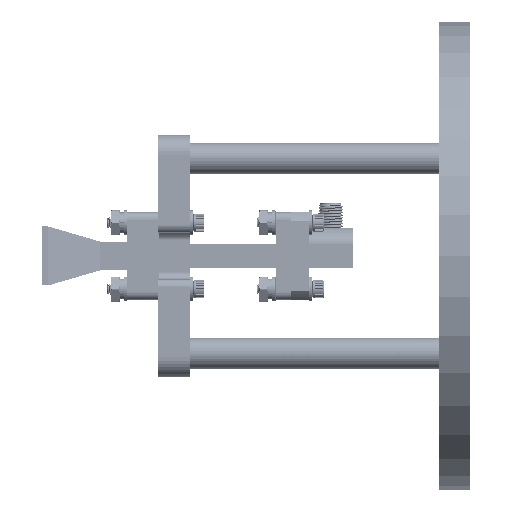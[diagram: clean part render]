
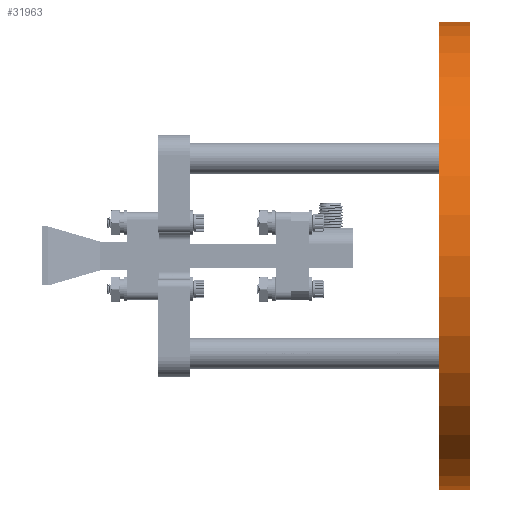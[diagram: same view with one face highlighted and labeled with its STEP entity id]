
A CAD part, left-side view. The second image highlights one B-rep face of the part: STEP entity #31963.
In plain terms, the highlighted cylindrical face has radius 60 mm (diameter 120 mm), a partial arc.
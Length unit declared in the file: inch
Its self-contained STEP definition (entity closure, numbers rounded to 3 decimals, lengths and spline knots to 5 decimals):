
#1760 = CARTESIAN_POINT ( 'NONE',  ( 0., 0.31496, 2.3622 ) ) ;
#1858 = CARTESIAN_POINT ( 'NONE',  ( 0., 0., 2.3622 ) ) ;
#2150 = VECTOR ( 'NONE', #16855, 39.37008 ) ;
#3060 = CARTESIAN_POINT ( 'NONE',  ( 0., 0.31496, 2.3622 ) ) ;
#9038 = VECTOR ( 'NONE', #59049, 39.37008 ) ;
#9048 = VERTEX_POINT ( 'NONE', #1760 ) ;
#10911 = AXIS2_PLACEMENT_3D ( 'NONE', #24303, #38000, #19609 ) ;
#11578 = DIRECTION ( 'NONE',  ( 0., 0., -1. ) ) ;
#12487 = DIRECTION ( 'NONE',  ( 0., -1., 0. ) ) ;
#16855 = DIRECTION ( 'NONE',  ( 0., -1., 0. ) ) ;
#17997 = ORIENTED_EDGE ( 'NONE', *, *, #52657, .T. ) ;
#19053 = EDGE_LOOP ( 'NONE', ( #48596, #39064, #17997, #60494 ) ) ;
#19609 = DIRECTION ( 'NONE',  ( 0., 0., 1. ) ) ;
#21308 = EDGE_CURVE ( 'NONE', #9048, #61344, #36351, .T. ) ;
#24303 = CARTESIAN_POINT ( 'NONE',  ( 0., 0., 0. ) ) ;
#25131 = CIRCLE ( 'NONE', #29084, 2.3622 ) ;
#27127 = LINE ( 'NONE', #35540, #2150 ) ;
#28405 = EDGE_CURVE ( 'NONE', #59231, #61344, #32773, .T. ) ;
#29084 = AXIS2_PLACEMENT_3D ( 'NONE', #49929, #40320, #59241 ) ;
#31800 = FACE_OUTER_BOUND ( 'NONE', #19053, .T. ) ;
#31963 = ADVANCED_FACE ( 'NONE', ( #31800 ), #50145, .T. ) ;
#32773 = CIRCLE ( 'NONE', #10911, 2.3622 ) ;
#35540 = CARTESIAN_POINT ( 'NONE',  ( 0., 0.31496, -2.3622 ) ) ;
#36165 = CARTESIAN_POINT ( 'NONE',  ( 0., 0.31496, 0. ) ) ;
#36351 = LINE ( 'NONE', #3060, #9038 ) ;
#38000 = DIRECTION ( 'NONE',  ( 0., 1., 0. ) ) ;
#38311 = VERTEX_POINT ( 'NONE', #38460 ) ;
#38460 = CARTESIAN_POINT ( 'NONE',  ( 0., 0.31496, -2.3622 ) ) ;
#39064 = ORIENTED_EDGE ( 'NONE', *, *, #53948, .F. ) ;
#40320 = DIRECTION ( 'NONE',  ( 0., 1., 0. ) ) ;
#47557 = AXIS2_PLACEMENT_3D ( 'NONE', #36165, #12487, #11578 ) ;
#48596 = ORIENTED_EDGE ( 'NONE', *, *, #21308, .F. ) ;
#49929 = CARTESIAN_POINT ( 'NONE',  ( 0., 0.31496, 0. ) ) ;
#50145 = CYLINDRICAL_SURFACE ( 'NONE', #47557, 2.3622 ) ;
#52657 = EDGE_CURVE ( 'NONE', #38311, #59231, #27127, .T. ) ;
#52873 = CARTESIAN_POINT ( 'NONE',  ( 0., 0., -2.3622 ) ) ;
#53948 = EDGE_CURVE ( 'NONE', #38311, #9048, #25131, .T. ) ;
#59049 = DIRECTION ( 'NONE',  ( 0., -1., 0. ) ) ;
#59231 = VERTEX_POINT ( 'NONE', #52873 ) ;
#59241 = DIRECTION ( 'NONE',  ( 0., 0., 1. ) ) ;
#60494 = ORIENTED_EDGE ( 'NONE', *, *, #28405, .T. ) ;
#61344 = VERTEX_POINT ( 'NONE', #1858 ) ;
